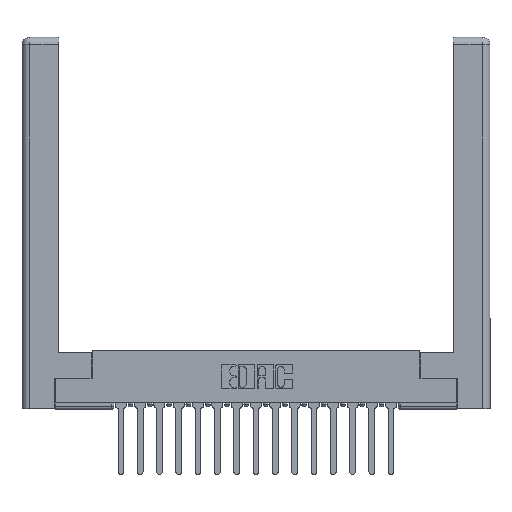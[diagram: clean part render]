
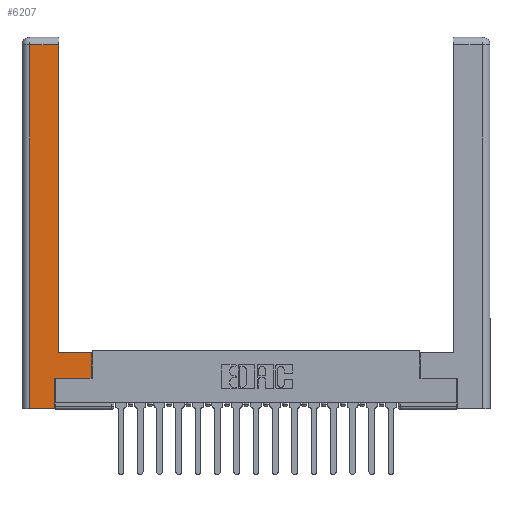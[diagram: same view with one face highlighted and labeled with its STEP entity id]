
A CAD part, top view. The second image highlights one B-rep face of the part: STEP entity #6207.
In plain terms, the highlighted planar face has unit normal (0, 0, 1).
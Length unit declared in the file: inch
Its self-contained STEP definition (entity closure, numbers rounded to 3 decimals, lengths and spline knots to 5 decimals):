
#35 = LINE ( 'NONE', #5834, #1082 ) ;
#384 = ORIENTED_EDGE ( 'NONE', *, *, #9975, .T. ) ;
#520 = VERTEX_POINT ( 'NONE', #2768 ) ;
#1057 = VERTEX_POINT ( 'NONE', #1703 ) ;
#1082 = VECTOR ( 'NONE', #11735, 39.37008 ) ;
#1703 = CARTESIAN_POINT ( 'NONE',  ( 0.0615, 2.94, 0. ) ) ;
#1723 = EDGE_LOOP ( 'NONE', ( #7730, #16847, #384, #5253, #5773, #3885, #4871, #11002 ) ) ;
#1762 = CARTESIAN_POINT ( 'NONE',  ( 0.0615, 2.94, 0. ) ) ;
#2250 = DIRECTION ( 'NONE',  ( 0., -1., 0. ) ) ;
#2768 = CARTESIAN_POINT ( 'NONE',  ( 0.295, 2.94, 0. ) ) ;
#2939 = EDGE_CURVE ( 'NONE', #8480, #9029, #5189, .T. ) ;
#3146 = EDGE_CURVE ( 'NONE', #520, #1057, #8105, .T. ) ;
#3762 = CARTESIAN_POINT ( 'NONE',  ( 0.265, 0.245, 0. ) ) ;
#3792 = CARTESIAN_POINT ( 'NONE',  ( 0.265, 0., 0. ) ) ;
#3827 = VERTEX_POINT ( 'NONE', #4509 ) ;
#3885 = ORIENTED_EDGE ( 'NONE', *, *, #6361, .T. ) ;
#4025 = VECTOR ( 'NONE', #14148, 39.37008 ) ;
#4086 = CARTESIAN_POINT ( 'NONE',  ( 0.265, 0., 0. ) ) ;
#4183 = LINE ( 'NONE', #4086, #4025 ) ;
#4509 = CARTESIAN_POINT ( 'NONE',  ( 0.0615, 0., 0. ) ) ;
#4871 = ORIENTED_EDGE ( 'NONE', *, *, #7850, .T. ) ;
#5093 = DIRECTION ( 'NONE',  ( 0., 0., -1. ) ) ;
#5189 = LINE ( 'NONE', #3762, #13960 ) ;
#5253 = ORIENTED_EDGE ( 'NONE', *, *, #13784, .T. ) ;
#5301 = AXIS2_PLACEMENT_3D ( 'NONE', #18111, #5093, #10805 ) ;
#5363 = DIRECTION ( 'NONE',  ( 0., 1., 0. ) ) ;
#5366 = CARTESIAN_POINT ( 'NONE',  ( 0.295, 0.45, 0. ) ) ;
#5367 = LINE ( 'NONE', #11173, #16846 ) ;
#5773 = ORIENTED_EDGE ( 'NONE', *, *, #2939, .T. ) ;
#5834 = CARTESIAN_POINT ( 'NONE',  ( 0.295, 3., 0. ) ) ;
#6207 = ADVANCED_FACE ( 'NONE', ( #12230 ), #18012, .F. ) ;
#6361 = EDGE_CURVE ( 'NONE', #9029, #11186, #5367, .T. ) ;
#6450 = EDGE_CURVE ( 'NONE', #14301, #520, #35, .T. ) ;
#7730 = ORIENTED_EDGE ( 'NONE', *, *, #6450, .T. ) ;
#7850 = EDGE_CURVE ( 'NONE', #11186, #14254, #14192, .T. ) ;
#8105 = LINE ( 'NONE', #1762, #16403 ) ;
#8480 = VERTEX_POINT ( 'NONE', #3792 ) ;
#8611 = DIRECTION ( 'NONE',  ( 0., 1., 0. ) ) ;
#9029 = VERTEX_POINT ( 'NONE', #9062 ) ;
#9062 = CARTESIAN_POINT ( 'NONE',  ( 0.265, 0.245, 0. ) ) ;
#9208 = CARTESIAN_POINT ( 'NONE',  ( 0.565, 0.245, 0. ) ) ;
#9747 = DIRECTION ( 'NONE',  ( -1., 0., 0. ) ) ;
#9761 = VECTOR ( 'NONE', #5363, 39.37008 ) ;
#9975 = EDGE_CURVE ( 'NONE', #1057, #3827, #16689, .T. ) ;
#10438 = CARTESIAN_POINT ( 'NONE',  ( 0.295, 0.45, 0. ) ) ;
#10705 = DIRECTION ( 'NONE',  ( -1., 0., 0. ) ) ;
#10805 = DIRECTION ( 'NONE',  ( -1., 0., 0. ) ) ;
#10929 = VECTOR ( 'NONE', #2250, 39.37008 ) ;
#11002 = ORIENTED_EDGE ( 'NONE', *, *, #12938, .T. ) ;
#11173 = CARTESIAN_POINT ( 'NONE',  ( 0.565, 0.245, 0. ) ) ;
#11186 = VERTEX_POINT ( 'NONE', #9208 ) ;
#11562 = CARTESIAN_POINT ( 'NONE',  ( 0.565, 0.45, 0. ) ) ;
#11735 = DIRECTION ( 'NONE',  ( 0., 1., 0. ) ) ;
#12230 = FACE_OUTER_BOUND ( 'NONE', #1723, .T. ) ;
#12938 = EDGE_CURVE ( 'NONE', #14254, #14301, #18477, .T. ) ;
#13687 = VECTOR ( 'NONE', #9747, 39.37008 ) ;
#13784 = EDGE_CURVE ( 'NONE', #3827, #8480, #4183, .T. ) ;
#13960 = VECTOR ( 'NONE', #8611, 39.37008 ) ;
#14148 = DIRECTION ( 'NONE',  ( 1., 0., 0. ) ) ;
#14192 = LINE ( 'NONE', #18384, #9761 ) ;
#14254 = VERTEX_POINT ( 'NONE', #11562 ) ;
#14301 = VERTEX_POINT ( 'NONE', #10438 ) ;
#16403 = VECTOR ( 'NONE', #10705, 39.37008 ) ;
#16689 = LINE ( 'NONE', #18212, #10929 ) ;
#16846 = VECTOR ( 'NONE', #16950, 39.37008 ) ;
#16847 = ORIENTED_EDGE ( 'NONE', *, *, #3146, .T. ) ;
#16950 = DIRECTION ( 'NONE',  ( 1., 0., 0. ) ) ;
#18012 = PLANE ( 'NONE',  #5301 ) ;
#18111 = CARTESIAN_POINT ( 'NONE',  ( 0., 0., 0. ) ) ;
#18212 = CARTESIAN_POINT ( 'NONE',  ( 0.0615, 0., 0. ) ) ;
#18384 = CARTESIAN_POINT ( 'NONE',  ( 0.565, 0.45, 0. ) ) ;
#18477 = LINE ( 'NONE', #5366, #13687 ) ;
